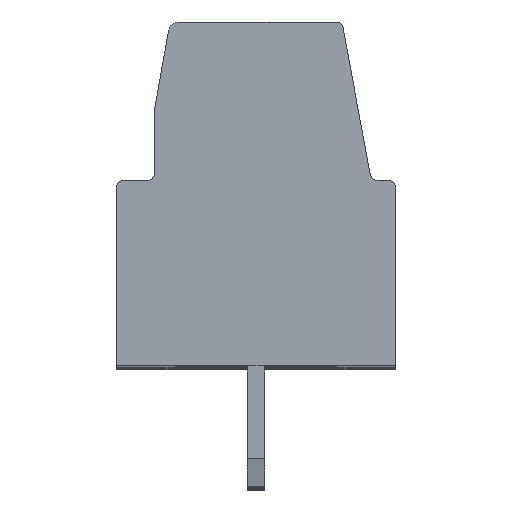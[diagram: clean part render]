
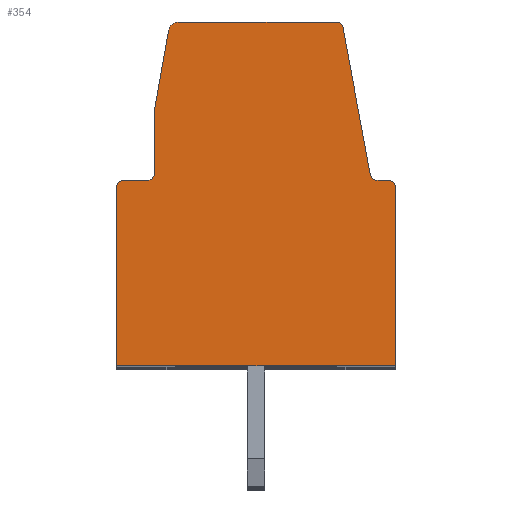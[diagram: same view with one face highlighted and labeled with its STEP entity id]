
A CAD part, top view. The second image highlights one B-rep face of the part: STEP entity #354.
In plain terms, the highlighted planar face has unit normal (0, 0, 1).
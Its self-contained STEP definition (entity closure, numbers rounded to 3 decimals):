
#354 = ADVANCED_FACE( '', ( #799 ), #800, .F. );
#799 = FACE_OUTER_BOUND( '', #1373, .T. );
#800 = PLANE( '', #1374 );
#1373 = EDGE_LOOP( '', ( #2055, #2056, #2057, #2058, #2059, #2060, #2061, #2062, #2063, #2064, #2065, #2066, #2067, #2068, #2069 ) );
#1374 = AXIS2_PLACEMENT_3D( '', #2070, #2071, #2072 );
#2055 = ORIENTED_EDGE( '', *, *, #3757, .T. );
#2056 = ORIENTED_EDGE( '', *, *, #3758, .T. );
#2057 = ORIENTED_EDGE( '', *, *, #3759, .F. );
#2058 = ORIENTED_EDGE( '', *, *, #3760, .T. );
#2059 = ORIENTED_EDGE( '', *, *, #3761, .T. );
#2060 = ORIENTED_EDGE( '', *, *, #3762, .T. );
#2061 = ORIENTED_EDGE( '', *, *, #3763, .T. );
#2062 = ORIENTED_EDGE( '', *, *, #3764, .T. );
#2063 = ORIENTED_EDGE( '', *, *, #3765, .F. );
#2064 = ORIENTED_EDGE( '', *, *, #3744, .T. );
#2065 = ORIENTED_EDGE( '', *, *, #3766, .F. );
#2066 = ORIENTED_EDGE( '', *, *, #3767, .T. );
#2067 = ORIENTED_EDGE( '', *, *, #3768, .T. );
#2068 = ORIENTED_EDGE( '', *, *, #3769, .T. );
#2069 = ORIENTED_EDGE( '', *, *, #3770, .F. );
#2070 = CARTESIAN_POINT( '', ( 0.81, -4.4, 0. ) );
#2071 = DIRECTION( '', ( 0., 0., -1. ) );
#2072 = DIRECTION( '', ( 0., 1., 0. ) );
#3744 = EDGE_CURVE( '', #4528, #4526, #4529, .T. );
#3757 = EDGE_CURVE( '', #4550, #4551, #4552, .T. );
#3758 = EDGE_CURVE( '', #4551, #4553, #4554, .T. );
#3759 = EDGE_CURVE( '', #4555, #4553, #4556, .T. );
#3760 = EDGE_CURVE( '', #4555, #4557, #4558, .T. );
#3761 = EDGE_CURVE( '', #4557, #4559, #4560, .T. );
#3762 = EDGE_CURVE( '', #4559, #4561, #4562, .T. );
#3763 = EDGE_CURVE( '', #4561, #4563, #4564, .T. );
#3764 = EDGE_CURVE( '', #4563, #4565, #4566, .T. );
#3765 = EDGE_CURVE( '', #4528, #4565, #4567, .T. );
#3766 = EDGE_CURVE( '', #4568, #4526, #4569, .T. );
#3767 = EDGE_CURVE( '', #4568, #4570, #4571, .T. );
#3768 = EDGE_CURVE( '', #4570, #4572, #4573, .T. );
#3769 = EDGE_CURVE( '', #4572, #4574, #4575, .T. );
#3770 = EDGE_CURVE( '', #4550, #4574, #4576, .T. );
#4526 = VERTEX_POINT( '', #5647 );
#4528 = VERTEX_POINT( '', #5650 );
#4529 = LINE( '', #5651, #5652 );
#4550 = VERTEX_POINT( '', #5680 );
#4551 = VERTEX_POINT( '', #5681 );
#4552 = LINE( '', #5682, #5683 );
#4553 = VERTEX_POINT( '', #5684 );
#4554 = LINE( '', #5685, #5686 );
#4555 = VERTEX_POINT( '', #5687 );
#4556 = CIRCLE( '', #5688, 0.2 );
#4557 = VERTEX_POINT( '', #5689 );
#4558 = LINE( '', #5690, #5691 );
#4559 = VERTEX_POINT( '', #5692 );
#4560 = CIRCLE( '', #5693, 0.2 );
#4561 = VERTEX_POINT( '', #5694 );
#4562 = LINE( '', #5695, #5696 );
#4563 = VERTEX_POINT( '', #5697 );
#4564 = LINE( '', #5698, #5699 );
#4565 = VERTEX_POINT( '', #5700 );
#4566 = LINE( '', #5701, #5702 );
#4567 = CIRCLE( '', #5703, 0.2 );
#4568 = VERTEX_POINT( '', #5704 );
#4569 = CIRCLE( '', #5705, 0.2 );
#4570 = VERTEX_POINT( '', #5706 );
#4571 = LINE( '', #5707, #5708 );
#4572 = VERTEX_POINT( '', #5709 );
#4573 = CIRCLE( '', #5710, 0.2 );
#4574 = VERTEX_POINT( '', #5711 );
#4575 = LINE( '', #5712, #5713 );
#4576 = CIRCLE( '', #5714, 0.3 );
#5647 = CARTESIAN_POINT( '', ( -0.531, 5.4, 0. ) );
#5650 = CARTESIAN_POINT( '', ( -0.2, 5.4, 0. ) );
#5651 = CARTESIAN_POINT( '', ( -16.414, 5.4, 0. ) );
#5652 = VECTOR( '', #6958, 1000. );
#5680 = CARTESIAN_POINT( '', ( -6.594, 9.752, 0. ) );
#5681 = CARTESIAN_POINT( '', ( -7., 7.448, 0. ) );
#5682 = CARTESIAN_POINT( '', ( -11.564, -18.438, 0. ) );
#5683 = VECTOR( '', #6972, 1000. );
#5684 = CARTESIAN_POINT( '', ( -7., 5.6, 0. ) );
#5685 = CARTESIAN_POINT( '', ( -7., -18.438, 0. ) );
#5686 = VECTOR( '', #6973, 1000. );
#5687 = CARTESIAN_POINT( '', ( -7.2, 5.4, 0. ) );
#5688 = AXIS2_PLACEMENT_3D( '', #6974, #6975, #6976 );
#5689 = CARTESIAN_POINT( '', ( -7.9, 5.4, 0. ) );
#5690 = CARTESIAN_POINT( '', ( -16.414, 5.4, 0. ) );
#5691 = VECTOR( '', #6977, 1000. );
#5692 = CARTESIAN_POINT( '', ( -8.1, 5.2, 0. ) );
#5693 = AXIS2_PLACEMENT_3D( '', #6978, #6979, #6980 );
#5694 = CARTESIAN_POINT( '', ( -8.1, 0., 0. ) );
#5695 = CARTESIAN_POINT( '', ( -8.1, -18.438, 0. ) );
#5696 = VECTOR( '', #6981, 1000. );
#5697 = CARTESIAN_POINT( '', ( 0., 0., 0. ) );
#5698 = CARTESIAN_POINT( '', ( -16.414, 0., 0. ) );
#5699 = VECTOR( '', #6982, 1000. );
#5700 = CARTESIAN_POINT( '', ( 0., 5.2, 0. ) );
#5701 = CARTESIAN_POINT( '', ( 0., -18.438, 0. ) );
#5702 = VECTOR( '', #6983, 1000. );
#5703 = AXIS2_PLACEMENT_3D( '', #6984, #6985, #6986 );
#5704 = CARTESIAN_POINT( '', ( -0.728, 5.564, 0. ) );
#5705 = AXIS2_PLACEMENT_3D( '', #6987, #6988, #6989 );
#5706 = CARTESIAN_POINT( '', ( -1.52, 9.836, 0. ) );
#5707 = CARTESIAN_POINT( '', ( 3.721, -18.438, 0. ) );
#5708 = VECTOR( '', #6990, 1000. );
#5709 = CARTESIAN_POINT( '', ( -1.716, 10., 0. ) );
#5710 = AXIS2_PLACEMENT_3D( '', #6991, #6992, #6993 );
#5711 = CARTESIAN_POINT( '', ( -6.298, 10., 0. ) );
#5712 = CARTESIAN_POINT( '', ( -16.414, 10., 0. ) );
#5713 = VECTOR( '', #6994, 1000. );
#5714 = AXIS2_PLACEMENT_3D( '', #6995, #6996, #6997 );
#6958 = DIRECTION( '', ( -1., 0., 0. ) );
#6972 = DIRECTION( '', ( -0.174, -0.985, 0. ) );
#6973 = DIRECTION( '', ( 0., -1., 0. ) );
#6974 = CARTESIAN_POINT( '', ( -7.2, 5.6, 0. ) );
#6975 = DIRECTION( '', ( 0., 0., 1. ) );
#6976 = DIRECTION( '', ( 1., 0., 0. ) );
#6977 = DIRECTION( '', ( -1., 0., 0. ) );
#6978 = CARTESIAN_POINT( '', ( -7.9, 5.2, 0. ) );
#6979 = DIRECTION( '', ( 0., 0., 1. ) );
#6980 = DIRECTION( '', ( 1., 0., 0. ) );
#6981 = DIRECTION( '', ( 0., -1., 0. ) );
#6982 = DIRECTION( '', ( 1., 0., 0. ) );
#6983 = DIRECTION( '', ( 0., 1., 0. ) );
#6984 = CARTESIAN_POINT( '', ( -0.2, 5.2, 0. ) );
#6985 = DIRECTION( '', ( 0., 0., -1. ) );
#6986 = DIRECTION( '', ( -1., 0., 0. ) );
#6987 = CARTESIAN_POINT( '', ( -0.531, 5.6, 0. ) );
#6988 = DIRECTION( '', ( 0., 0., 1. ) );
#6989 = DIRECTION( '', ( 1., 0., 0. ) );
#6990 = DIRECTION( '', ( -0.182, 0.983, 0. ) );
#6991 = CARTESIAN_POINT( '', ( -1.716, 9.8, 0. ) );
#6992 = DIRECTION( '', ( 0., 0., 1. ) );
#6993 = DIRECTION( '', ( 1., 0., 0. ) );
#6994 = DIRECTION( '', ( -1., 0., 0. ) );
#6995 = CARTESIAN_POINT( '', ( -6.298, 9.7, 0. ) );
#6996 = DIRECTION( '', ( 0., 0., -1. ) );
#6997 = DIRECTION( '', ( -1., 0., 0. ) );
